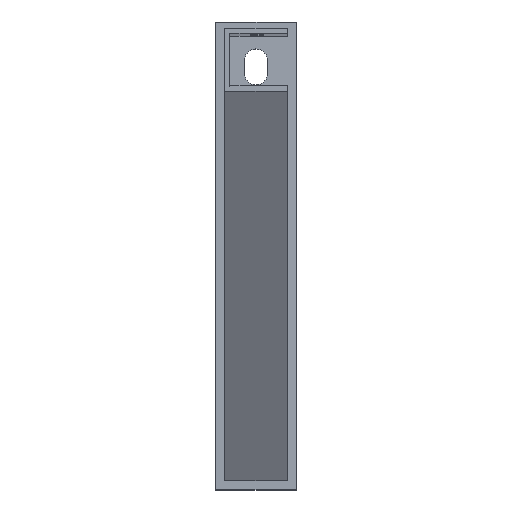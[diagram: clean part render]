
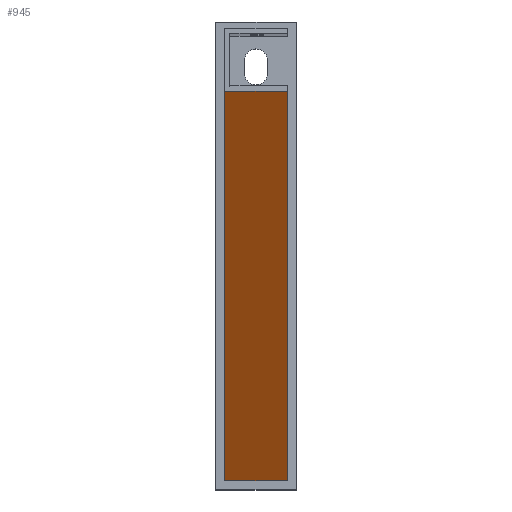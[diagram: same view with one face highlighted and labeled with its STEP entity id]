
A CAD part, top view. The second image highlights one B-rep face of the part: STEP entity #945.
In plain terms, the highlighted planar face has unit normal (0, -0.974, 0.225).
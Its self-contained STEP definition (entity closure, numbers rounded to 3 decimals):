
#31 = EDGE_CURVE ( 'NONE', #4617, #4462, #3881, .T. ) ;
#180 = VERTEX_POINT ( 'NONE', #2182 ) ;
#251 = DIRECTION ( 'NONE',  ( 0., -0.225, -0.974 ) ) ;
#263 = CARTESIAN_POINT ( 'NONE',  ( 0., 3.43, -0.793 ) ) ;
#339 = CARTESIAN_POINT ( 'NONE',  ( 5., 220., 936. ) ) ;
#406 = CARTESIAN_POINT ( 'NONE',  ( 5., 5., 6. ) ) ;
#652 = VERTEX_POINT ( 'NONE', #5244 ) ;
#945 = ADVANCED_FACE ( 'NONE', ( #2964 ), #3142, .T. ) ;
#1064 = VECTOR ( 'NONE', #2166, 1000. ) ;
#1103 = LINE ( 'NONE', #2288, #2747 ) ;
#1202 = ORIENTED_EDGE ( 'NONE', *, *, #4801, .F. ) ;
#1305 = EDGE_CURVE ( 'NONE', #652, #180, #3705, .T. ) ;
#2166 = DIRECTION ( 'NONE',  ( 0., -0.225, -0.974 ) ) ;
#2182 = CARTESIAN_POINT ( 'NONE',  ( 40., 5., 6. ) ) ;
#2288 = CARTESIAN_POINT ( 'NONE',  ( 40., 220., 936. ) ) ;
#2747 = VECTOR ( 'NONE', #251, 1000. ) ;
#2953 = ORIENTED_EDGE ( 'NONE', *, *, #3697, .T. ) ;
#2964 = FACE_OUTER_BOUND ( 'NONE', #3280, .T. ) ;
#3089 = VECTOR ( 'NONE', #4607, 1000. ) ;
#3142 = PLANE ( 'NONE',  #4225 ) ;
#3280 = EDGE_LOOP ( 'NONE', ( #2953, #3328, #1202, #5106 ) ) ;
#3328 = ORIENTED_EDGE ( 'NONE', *, *, #1305, .T. ) ;
#3484 = CARTESIAN_POINT ( 'NONE',  ( 40., 220., 936. ) ) ;
#3539 = DIRECTION ( 'NONE',  ( 0., -0.225, -0.974 ) ) ;
#3542 = CARTESIAN_POINT ( 'NONE',  ( 40., 220., 936. ) ) ;
#3697 = EDGE_CURVE ( 'NONE', #4617, #652, #4185, .T. ) ;
#3698 = VECTOR ( 'NONE', #3908, 1000. ) ;
#3705 = LINE ( 'NONE', #406, #3089 ) ;
#3881 = LINE ( 'NONE', #3484, #3698 ) ;
#3908 = DIRECTION ( 'NONE',  ( 1., 0., 0. ) ) ;
#4185 = LINE ( 'NONE', #4984, #1064 ) ;
#4225 = AXIS2_PLACEMENT_3D ( 'NONE', #263, #4791, #3539 ) ;
#4462 = VERTEX_POINT ( 'NONE', #3542 ) ;
#4607 = DIRECTION ( 'NONE',  ( 1., 0., 0. ) ) ;
#4617 = VERTEX_POINT ( 'NONE', #339 ) ;
#4791 = DIRECTION ( 'NONE',  ( 0., -0.974, 0.225 ) ) ;
#4801 = EDGE_CURVE ( 'NONE', #4462, #180, #1103, .T. ) ;
#4984 = CARTESIAN_POINT ( 'NONE',  ( 5., 220., 936. ) ) ;
#5106 = ORIENTED_EDGE ( 'NONE', *, *, #31, .F. ) ;
#5244 = CARTESIAN_POINT ( 'NONE',  ( 5., 5., 6. ) ) ;
